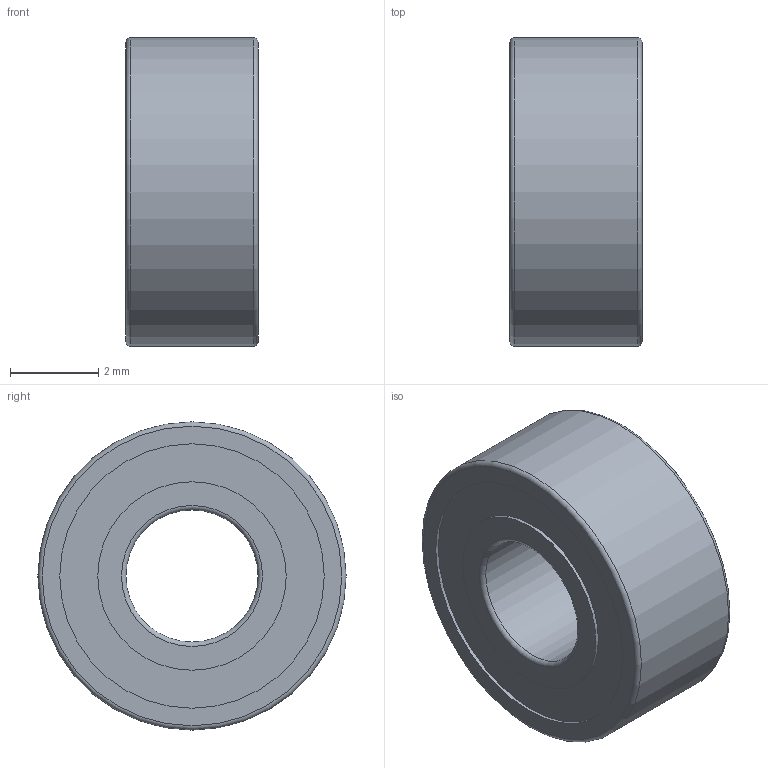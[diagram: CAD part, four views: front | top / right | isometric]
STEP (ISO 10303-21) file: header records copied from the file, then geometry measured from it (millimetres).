
FILE_DESCRIPTION(/* description */ (''),/* implementation_level */ '2;1');
FILE_NAME(/* name */ '683ZZ.stp',/* time_stamp */ '2022-07-20T21:19:12+09:00',/* author */ (''),/* organization */ (''),/* preprocessor_version */ 'ST-DEVELOPER v16.7',/* originating_system */ '',/* authorisation */ '');
FILE_SCHEMA (('AUTOMOTIVE_DESIGN { 1 0 10303 214 3 1 1 1 }'));
Length unit declared in the file: millimetre
Products named in the file (1): 683ZZ
Bounding box: 3 x 7 x 7 mm (x, y, z)
Volume: 91.9 mm3; surface area: 159.6 mm2
Topology: 1 solids, 1 shells, 16 faces, 26 edges, 17 vertices
Faces by surface type: plane 6, cylinder 6, torus 4
Full cylindrical faces by diameter (mm): 3 x1, 4.28 x2, 6.006 x2, 7 x1
Entity records: 379 total; most frequent: DIRECTION 68, CARTESIAN_POINT 51, AXIS2_PLACEMENT_3D 34, FACE_BOUND 32, EDGE_LOOP 32, ORIENTED_EDGE 32, ADVANCED_FACE 16, VERTEX_POINT 16
